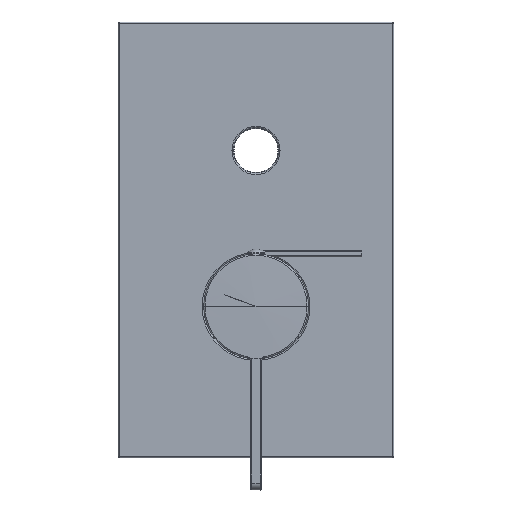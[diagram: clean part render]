
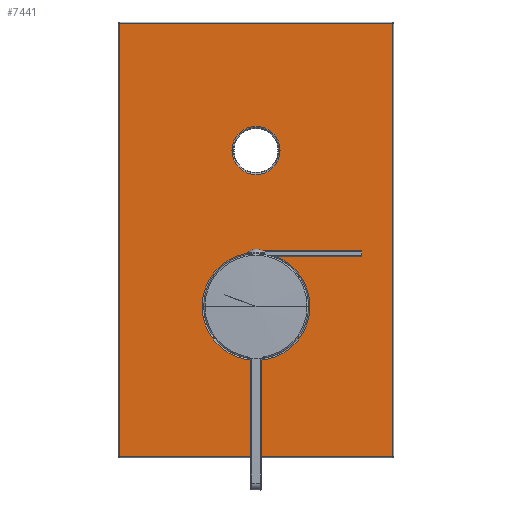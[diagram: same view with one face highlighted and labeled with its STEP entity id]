
A CAD part, top view. The second image highlights one B-rep face of the part: STEP entity #7441.
In plain terms, the highlighted face is planar.
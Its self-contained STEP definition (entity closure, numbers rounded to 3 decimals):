
#6662=DIRECTION('',(-1.,0.,0.));
#6663=VECTOR('',#6662,119.);
#6664=CARTESIAN_POINT('',(59.5,8.,-94.5));
#6665=LINE('',#6664,#6663);
#6669=DIRECTION('',(0.,0.,-1.));
#6670=VECTOR('',#6669,189.);
#6671=CARTESIAN_POINT('',(59.5,8.,94.5));
#6672=LINE('',#6671,#6670);
#6676=DIRECTION('',(1.,0.,0.));
#6677=VECTOR('',#6676,119.);
#6678=CARTESIAN_POINT('',(-59.5,8.,94.5));
#6679=LINE('',#6678,#6677);
#6683=DIRECTION('',(0.,0.,1.));
#6684=VECTOR('',#6683,189.);
#6685=CARTESIAN_POINT('',(-59.5,8.,-94.5));
#6686=LINE('',#6685,#6684);
#6690=CARTESIAN_POINT('',(0.,8.,29.));
#6691=DIRECTION('',(0.,-1.,0.));
#6692=DIRECTION('',(1.,0.,0.));
#6693=AXIS2_PLACEMENT_3D('',#6690,#6691,#6692);
#6698=CARTESIAN_POINT('',(0.,8.,29.));
#6699=DIRECTION('',(0.,-1.,0.));
#6700=DIRECTION('',(-1.,0.,0.));
#6701=AXIS2_PLACEMENT_3D('',#6698,#6699,#6700);
#6706=CARTESIAN_POINT('',(0.,8.,-39.));
#6707=DIRECTION('',(0.,-1.,0.));
#6708=DIRECTION('',(-1.,0.,0.));
#6709=AXIS2_PLACEMENT_3D('',#6706,#6707,#6708);
#6714=CARTESIAN_POINT('',(0.,8.,-39.));
#6715=DIRECTION('',(0.,-1.,0.));
#6716=DIRECTION('',(1.,0.,0.));
#6717=AXIS2_PLACEMENT_3D('',#6714,#6715,#6716);
#7085=CARTESIAN_POINT('',(59.5,8.,-94.5));
#7086=CARTESIAN_POINT('',(-59.5,8.,-94.5));
#7087=VERTEX_POINT('',#7085);
#7088=VERTEX_POINT('',#7086);
#7093=CARTESIAN_POINT('',(-59.5,8.,94.5));
#7094=VERTEX_POINT('',#7093);
#7099=CARTESIAN_POINT('',(59.5,8.,94.5));
#7100=VERTEX_POINT('',#7099);
#7105=CARTESIAN_POINT('',(23.5,8.,29.));
#7106=CARTESIAN_POINT('',(-23.5,8.,29.));
#7107=VERTEX_POINT('',#7105);
#7108=VERTEX_POINT('',#7106);
#7113=CARTESIAN_POINT('',(-10.5,8.,-39.));
#7114=CARTESIAN_POINT('',(10.5,8.,-39.));
#7115=VERTEX_POINT('',#7113);
#7116=VERTEX_POINT('',#7114);
#7415=CARTESIAN_POINT('',(0.,8.,0.));
#7416=DIRECTION('',(0.,1.,0.));
#7417=DIRECTION('',(1.,0.,0.));
#7418=AXIS2_PLACEMENT_3D('',#7415,#7416,#7417);
#7419=PLANE('',#7418);
#7421=ORIENTED_EDGE('',*,*,#7420,.F.);
#7423=ORIENTED_EDGE('',*,*,#7422,.F.);
#7425=ORIENTED_EDGE('',*,*,#7424,.F.);
#7427=ORIENTED_EDGE('',*,*,#7426,.F.);
#7428=EDGE_LOOP('',(#7421,#7423,#7425,#7427));
#7429=FACE_OUTER_BOUND('',#7428,.F.);
#7431=ORIENTED_EDGE('',*,*,#7430,.F.);
#7433=ORIENTED_EDGE('',*,*,#7432,.F.);
#7434=EDGE_LOOP('',(#7431,#7433));
#7435=FACE_BOUND('',#7434,.F.);
#7436=ORIENTED_EDGE('',*,*,#7405,.F.);
#7438=ORIENTED_EDGE('',*,*,#7437,.F.);
#7439=EDGE_LOOP('',(#7436,#7438));
#7440=FACE_BOUND('',#7439,.F.);
#7441=ADVANCED_FACE('',(#7429,#7435,#7440),#7419,.T.);
#6694=CIRCLE('',#6693,23.5);
#6702=CIRCLE('',#6701,23.5);
#6710=CIRCLE('',#6709,10.5);
#6718=CIRCLE('',#6717,10.5);
#7405=EDGE_CURVE('',#7115,#7116,#6710,.T.);
#7420=EDGE_CURVE('',#7087,#7088,#6665,.T.);
#7422=EDGE_CURVE('',#7100,#7087,#6672,.T.);
#7424=EDGE_CURVE('',#7094,#7100,#6679,.T.);
#7426=EDGE_CURVE('',#7088,#7094,#6686,.T.);
#7430=EDGE_CURVE('',#7107,#7108,#6694,.T.);
#7432=EDGE_CURVE('',#7108,#7107,#6702,.T.);
#7437=EDGE_CURVE('',#7116,#7115,#6718,.T.);
